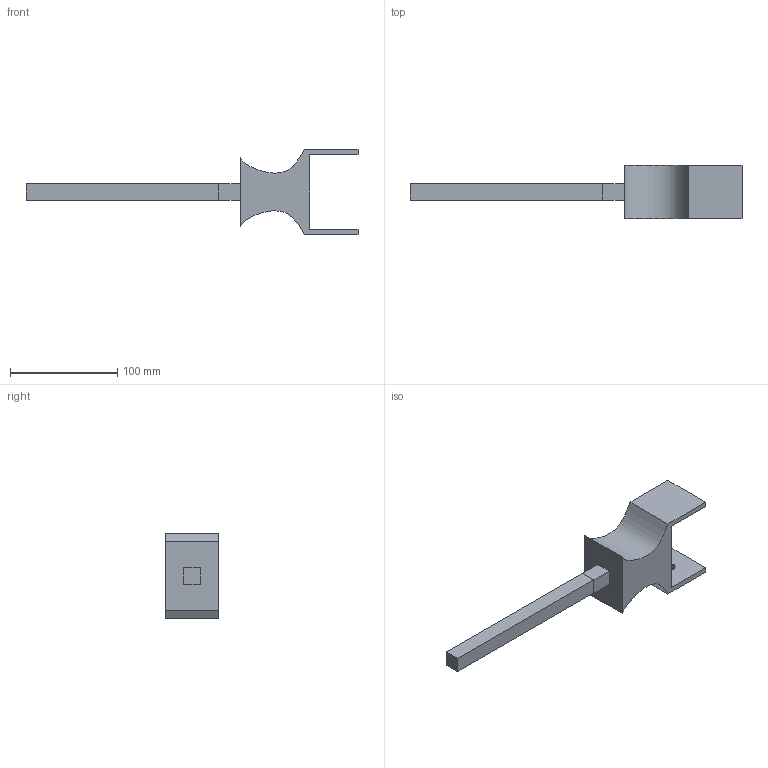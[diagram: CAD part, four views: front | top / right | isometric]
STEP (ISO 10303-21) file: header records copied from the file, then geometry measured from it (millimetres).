
FILE_DESCRIPTION(/* description */ (''),/* implementation_level */ '2;1');
FILE_NAME(/* name */ 'PINCEM~3',/* time_stamp */ '2023-05-04T09:07:06+02:00',/* author */ (''),/* organization */ (''),/* preprocessor_version */ 'ST-DEVELOPER v15',/* originating_system */ '',/* authorisation */ '');
FILE_SCHEMA (('AUTOMOTIVE_DESIGN'));
Length unit declared in the file: millimetre
Products named in the file (1): Document
Bounding box: 310 x 50 x 80 mm (x, y, z)
Volume: 224623.6 mm3; surface area: 43389 mm2
Topology: 1 solids, 1 shells, 23 faces, 56 edges, 36 vertices
Faces by surface type: bspline 12, plane 11
Entity records: 830 total; most frequent: CARTESIAN_POINT 433, ORIENTED_EDGE 112, EDGE_CURVE 56, B_SPLINE_CURVE_WITH_KNOTS 50, VERTEX_POINT 36, EDGE_LOOP 26, ADVANCED_FACE 23, FACE_OUTER_BOUND 23
